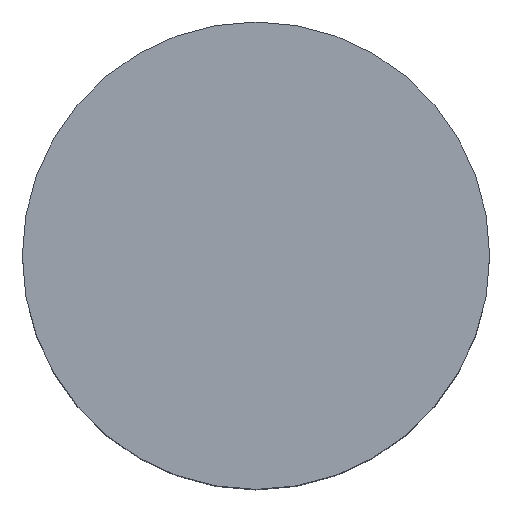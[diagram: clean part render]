
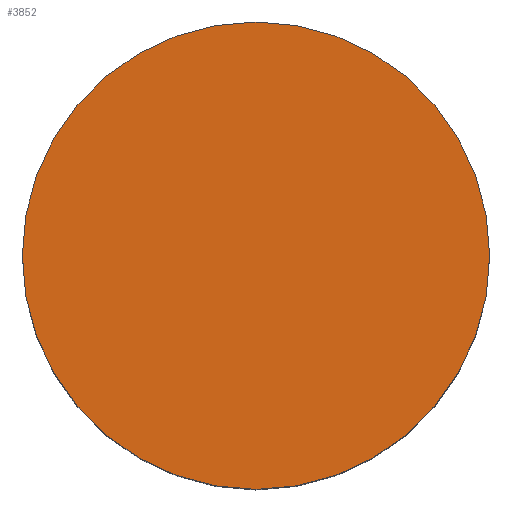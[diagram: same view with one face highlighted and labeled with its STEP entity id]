
A CAD part, top view. The second image highlights one B-rep face of the part: STEP entity #3852.
In plain terms, the highlighted planar face has unit normal (0, 0, 1).
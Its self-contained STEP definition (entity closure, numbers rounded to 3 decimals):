
#597 = ORIENTED_EDGE ( 'NONE', *, *, #3131, .T. ) ;
#1042 = CARTESIAN_POINT ( 'NONE',  ( 0., 0., 0. ) ) ;
#1127 = DIRECTION ( 'NONE',  ( 0., 0., 1. ) ) ;
#1357 = CIRCLE ( 'NONE', #5227, 1.75 ) ;
#1958 = DIRECTION ( 'NONE',  ( 1., 0., 0. ) ) ;
#2229 = EDGE_LOOP ( 'NONE', ( #597, #4586 ) ) ;
#2612 = PLANE ( 'NONE',  #3525 ) ;
#2735 = CARTESIAN_POINT ( 'NONE',  ( 0., 0., 0. ) ) ;
#2771 = CARTESIAN_POINT ( 'NONE',  ( -1.75, 0., 0. ) ) ;
#2813 = EDGE_CURVE ( 'NONE', #5226, #5774, #1357, .T. ) ;
#3131 = EDGE_CURVE ( 'NONE', #5774, #5226, #4557, .T. ) ;
#3142 = FACE_OUTER_BOUND ( 'NONE', #2229, .T. ) ;
#3179 = CARTESIAN_POINT ( 'NONE',  ( 1.75, 0., 0. ) ) ;
#3525 = AXIS2_PLACEMENT_3D ( 'NONE', #4089, #4503, #4449 ) ;
#3852 = ADVANCED_FACE ( 'NONE', ( #3142 ), #2612, .F. ) ;
#4000 = AXIS2_PLACEMENT_3D ( 'NONE', #2735, #4960, #4545 ) ;
#4089 = CARTESIAN_POINT ( 'NONE',  ( 0., 0., 0. ) ) ;
#4449 = DIRECTION ( 'NONE',  ( -1., 0., 0. ) ) ;
#4503 = DIRECTION ( 'NONE',  ( 0., 0., -1. ) ) ;
#4545 = DIRECTION ( 'NONE',  ( 1., 0., 0. ) ) ;
#4557 = CIRCLE ( 'NONE', #4000, 1.75 ) ;
#4586 = ORIENTED_EDGE ( 'NONE', *, *, #2813, .T. ) ;
#4960 = DIRECTION ( 'NONE',  ( 0., 0., 1. ) ) ;
#5226 = VERTEX_POINT ( 'NONE', #2771 ) ;
#5227 = AXIS2_PLACEMENT_3D ( 'NONE', #1042, #1127, #1958 ) ;
#5774 = VERTEX_POINT ( 'NONE', #3179 ) ;
